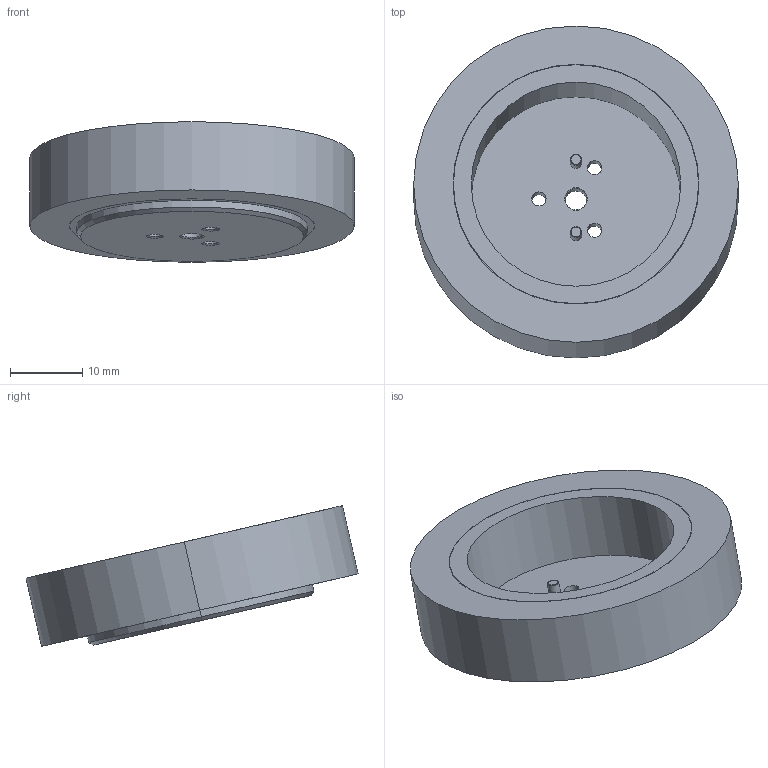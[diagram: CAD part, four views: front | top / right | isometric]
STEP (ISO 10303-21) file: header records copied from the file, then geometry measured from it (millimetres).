
FILE_DESCRIPTION (( 'STEP AP214' ), '1' );
FILE_NAME ('藻笠謫.STEP', '2022-06-30T02:29:46', ( '' ), ( '' ), 'SwSTEP 2.0', 'SolidWorks 2017', '' );
FILE_SCHEMA (( 'AUTOMOTIVE_DESIGN' ));
Length unit declared in the file: millimetre
Products named in the file (3): MOCALUN-NEICHEN-V2_8; MOCALUNBAOJAO_8; 藻笠謫
Assembly tree (2 placements, depth 2):
  藻笠謫
    MOCALUN-NEICHEN-V2_8
    MOCALUNBAOJAO_8
Bounding box: 45 x 46.03 x 19.48 mm (x, y, z)
Volume: 10542.5 mm3; surface area: 7628.6 mm2
Topology: 2 solids, 2 shells, 46 faces, 104 edges, 66 vertices
Faces by surface type: cylinder 22, cone 16, plane 8
Entity records: 1444 total; most frequent: DIRECTION 272, CARTESIAN_POINT 221, ORIENTED_EDGE 208, AXIS2_PLACEMENT_3D 117, EDGE_CURVE 104, VERTEX_POINT 66, CIRCLE 66, EDGE_LOOP 60
